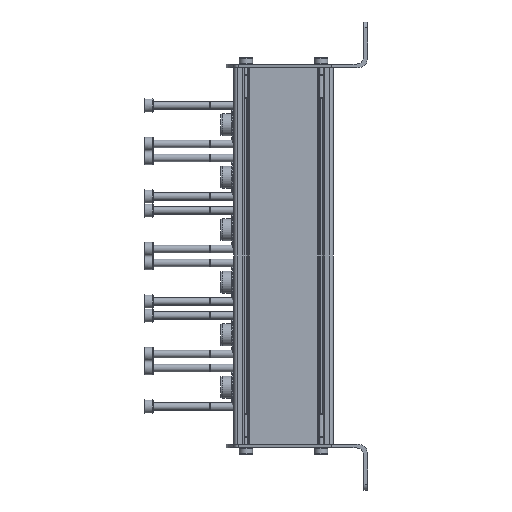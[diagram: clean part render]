
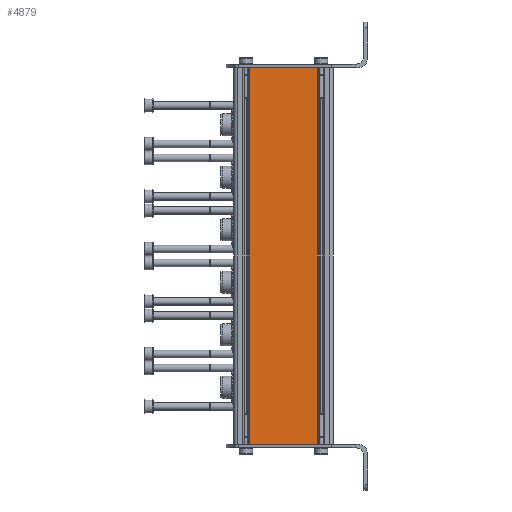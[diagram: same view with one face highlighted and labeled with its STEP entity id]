
A CAD part, left-side view. The second image highlights one B-rep face of the part: STEP entity #4879.
In plain terms, the highlighted planar face has unit normal (-1, 0, 0).
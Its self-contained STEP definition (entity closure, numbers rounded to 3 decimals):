
#346=LINE('',#7984,#676);
#347=LINE('',#7986,#677);
#348=LINE('',#7988,#678);
#349=LINE('',#7990,#679);
#676=VECTOR('',#6270,1000.);
#677=VECTOR('',#6273,1000.);
#678=VECTOR('',#6274,1000.);
#679=VECTOR('',#6275,1000.);
#910=PLANE('',#5347);
#1602=ORIENTED_EDGE('',*,*,#2849,.F.);
#1603=ORIENTED_EDGE('',*,*,#2848,.F.);
#1604=ORIENTED_EDGE('',*,*,#2850,.T.);
#1605=ORIENTED_EDGE('',*,*,#2851,.T.);
#2848=EDGE_CURVE('',#3439,#3438,#346,.T.);
#2849=EDGE_CURVE('',#3438,#3440,#347,.T.);
#2850=EDGE_CURVE('',#3439,#3441,#348,.T.);
#2851=EDGE_CURVE('',#3441,#3440,#349,.T.);
#3438=VERTEX_POINT('',#7981);
#3439=VERTEX_POINT('',#7983);
#3440=VERTEX_POINT('',#7987);
#3441=VERTEX_POINT('',#7989);
#3882=EDGE_LOOP('',(#1602,#1603,#1604,#1605));
#4326=FACE_BOUND('',#3882,.T.);
#4879=ADVANCED_FACE('',(#4326),#910,.T.);
#5347=AXIS2_PLACEMENT_3D('',#7985,#6271,#6272);
#6270=DIRECTION('',(0.,0.,1.));
#6271=DIRECTION('',(-1.,0.,0.));
#6272=DIRECTION('',(0.,0.,1.));
#6273=DIRECTION('',(0.,-1.,0.));
#6274=DIRECTION('',(0.,-1.,0.));
#6275=DIRECTION('',(0.,0.,1.));
#7981=CARTESIAN_POINT('',(-14.35,17.679,0.));
#7983=CARTESIAN_POINT('',(-14.35,17.679,-197.));
#7984=CARTESIAN_POINT('',(-14.35,17.679,-197.));
#7985=CARTESIAN_POINT('',(-14.35,17.679,-197.));
#7986=CARTESIAN_POINT('',(-14.35,17.679,0.));
#7987=CARTESIAN_POINT('',(-14.35,-17.679,0.));
#7988=CARTESIAN_POINT('',(-14.35,17.679,-197.));
#7989=CARTESIAN_POINT('',(-14.35,-17.679,-197.));
#7990=CARTESIAN_POINT('',(-14.35,-17.679,-197.));
